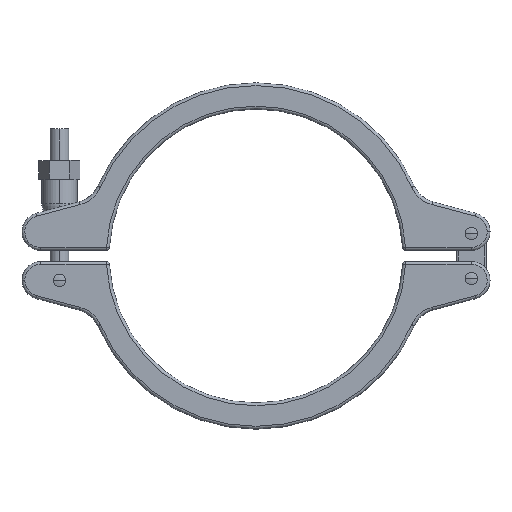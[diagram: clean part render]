
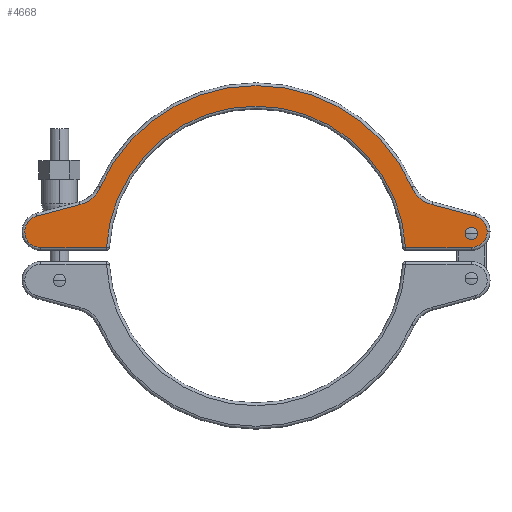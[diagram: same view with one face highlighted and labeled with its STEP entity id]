
A CAD part, top view. The second image highlights one B-rep face of the part: STEP entity #4668.
In plain terms, the highlighted planar face has unit normal (0, 0, 1).
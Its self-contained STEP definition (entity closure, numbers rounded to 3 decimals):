
#37 = DIRECTION ( 'NONE',  ( 0., 0., -1. ) ) ;
#293 = EDGE_LOOP ( 'NONE', ( #9039, #14261 ) ) ;
#306 = VERTEX_POINT ( 'NONE', #4290 ) ;
#324 = DIRECTION ( 'NONE',  ( 1., 0., 0. ) ) ;
#351 = CARTESIAN_POINT ( 'NONE',  ( 115., 12., 12. ) ) ;
#656 = ORIENTED_EDGE ( 'NONE', *, *, #11089, .T. ) ;
#735 = DIRECTION ( 'NONE',  ( 1., 0., 0. ) ) ;
#828 = DIRECTION ( 'NONE',  ( 1., 0., 0. ) ) ;
#847 = VERTEX_POINT ( 'NONE', #12011 ) ;
#914 = ORIENTED_EDGE ( 'NONE', *, *, #10280, .T. ) ;
#920 = ORIENTED_EDGE ( 'NONE', *, *, #4812, .T. ) ;
#1165 = DIRECTION ( 'NONE',  ( 1., 0., 0. ) ) ;
#1174 = DIRECTION ( 'NONE',  ( 1., 0., 0. ) ) ;
#1175 = EDGE_CURVE ( 'NONE', #2899, #11204, #4920, .T. ) ;
#1216 = CARTESIAN_POINT ( 'NONE',  ( 0., 0., 12. ) ) ;
#1433 = CARTESIAN_POINT ( 'NONE',  ( -94.108, 27.398, 12. ) ) ;
#1436 = CIRCLE ( 'NONE', #8968, 91. ) ;
#1459 = LINE ( 'NONE', #5731, #3207 ) ;
#1781 = CIRCLE ( 'NONE', #14473, 8.5 ) ;
#2117 = DIRECTION ( 'NONE',  ( 0., 0., 1. ) ) ;
#2288 = AXIS2_PLACEMENT_3D ( 'NONE', #4069, #14230, #6639 ) ;
#2631 = CARTESIAN_POINT ( 'NONE',  ( 111.7, 12., 12. ) ) ;
#2851 = CIRCLE ( 'NONE', #3798, 3.3 ) ;
#2899 = VERTEX_POINT ( 'NONE', #1433 ) ;
#2962 = DIRECTION ( 'NONE',  ( 0., 0., 1. ) ) ;
#3207 = VECTOR ( 'NONE', #1174, 1000. ) ;
#3218 = CIRCLE ( 'NONE', #2288, 8.5 ) ;
#3254 = CARTESIAN_POINT ( 'NONE',  ( -115., 4.5, 12. ) ) ;
#3277 = AXIS2_PLACEMENT_3D ( 'NONE', #1216, #37, #6877 ) ;
#3347 = CARTESIAN_POINT ( 'NONE',  ( 117.2, 21.21, 12. ) ) ;
#3477 = CIRCLE ( 'NONE', #7467, 8.5 ) ;
#3641 = DIRECTION ( 'NONE',  ( 1., 0., 0. ) ) ;
#3736 = CARTESIAN_POINT ( 'NONE',  ( 115., 4.5, 12. ) ) ;
#3747 = CARTESIAN_POINT ( 'NONE',  ( -79.873, 4.5, 12. ) ) ;
#3753 = LINE ( 'NONE', #10673, #5774 ) ;
#3798 = AXIS2_PLACEMENT_3D ( 'NONE', #351, #4776, #13835 ) ;
#3899 = EDGE_CURVE ( 'NONE', #13722, #11709, #6429, .T. ) ;
#4008 = CIRCLE ( 'NONE', #3277, 80. ) ;
#4069 = CARTESIAN_POINT ( 'NONE',  ( -115., 13., 12. ) ) ;
#4161 = EDGE_CURVE ( 'NONE', #14401, #11669, #4339, .T. ) ;
#4290 = CARTESIAN_POINT ( 'NONE',  ( 123.5, 13., 12. ) ) ;
#4333 = CARTESIAN_POINT ( 'NONE',  ( 115., 12., 12. ) ) ;
#4339 = CIRCLE ( 'NONE', #8097, 16.5 ) ;
#4372 = ORIENTED_EDGE ( 'NONE', *, *, #3899, .T. ) ;
#4668 = ADVANCED_FACE ( 'NONE', ( #13576, #6940 ), #13861, .T. ) ;
#4776 = DIRECTION ( 'NONE',  ( 0., 0., 1. ) ) ;
#4812 = EDGE_CURVE ( 'NONE', #306, #13430, #1781, .T. ) ;
#4920 = LINE ( 'NONE', #8387, #11427 ) ;
#5070 = DIRECTION ( 'NONE',  ( 1., 0., 0. ) ) ;
#5506 = EDGE_CURVE ( 'NONE', #13430, #14401, #3753, .T. ) ;
#5666 = ORIENTED_EDGE ( 'NONE', *, *, #1175, .T. ) ;
#5731 = CARTESIAN_POINT ( 'NONE',  ( 115., 4.5, 12. ) ) ;
#5774 = VECTOR ( 'NONE', #11632, 1000. ) ;
#6038 = VERTEX_POINT ( 'NONE', #11488 ) ;
#6326 = DIRECTION ( 'NONE',  ( 0., 0., 1. ) ) ;
#6394 = EDGE_CURVE ( 'NONE', #847, #14151, #1459, .T. ) ;
#6429 = LINE ( 'NONE', #10917, #8335 ) ;
#6634 = CARTESIAN_POINT ( 'NONE',  ( 83.278, 36.684, 12. ) ) ;
#6639 = DIRECTION ( 'NONE',  ( 1., 0., 0. ) ) ;
#6714 = VERTEX_POINT ( 'NONE', #12347 ) ;
#6877 = DIRECTION ( 'NONE',  ( 1., 0., 0. ) ) ;
#6940 = FACE_BOUND ( 'NONE', #293, .T. ) ;
#7207 = DIRECTION ( 'NONE',  ( 0., 0., -1. ) ) ;
#7453 = DIRECTION ( 'NONE',  ( 1., 0., 0. ) ) ;
#7455 = ORIENTED_EDGE ( 'NONE', *, *, #6394, .T. ) ;
#7467 = AXIS2_PLACEMENT_3D ( 'NONE', #11156, #2117, #10074 ) ;
#7536 = VERTEX_POINT ( 'NONE', #2631 ) ;
#7672 = EDGE_CURVE ( 'NONE', #14151, #306, #3477, .T. ) ;
#8011 = DIRECTION ( 'NONE',  ( 0., 0., 1. ) ) ;
#8037 = AXIS2_PLACEMENT_3D ( 'NONE', #4333, #8011, #1165 ) ;
#8097 = AXIS2_PLACEMENT_3D ( 'NONE', #10569, #10419, #324 ) ;
#8335 = VECTOR ( 'NONE', #828, 1000. ) ;
#8387 = CARTESIAN_POINT ( 'NONE',  ( -117.2, 21.21, 12. ) ) ;
#8420 = CARTESIAN_POINT ( 'NONE',  ( 115., 13., 12. ) ) ;
#8461 = EDGE_CURVE ( 'NONE', #11204, #13722, #3218, .T. ) ;
#8477 = AXIS2_PLACEMENT_3D ( 'NONE', #9655, #7207, #735 ) ;
#8968 = AXIS2_PLACEMENT_3D ( 'NONE', #12814, #6326, #5070 ) ;
#9039 = ORIENTED_EDGE ( 'NONE', *, *, #13665, .F. ) ;
#9242 = DIRECTION ( 'NONE',  ( 0., 0., 1. ) ) ;
#9655 = CARTESIAN_POINT ( 'NONE',  ( -98.378, 43.336, 12. ) ) ;
#10074 = DIRECTION ( 'NONE',  ( 1., 0., 0. ) ) ;
#10280 = EDGE_CURVE ( 'NONE', #11709, #847, #4008, .T. ) ;
#10305 = ORIENTED_EDGE ( 'NONE', *, *, #4161, .T. ) ;
#10396 = ORIENTED_EDGE ( 'NONE', *, *, #13761, .T. ) ;
#10410 = CARTESIAN_POINT ( 'NONE',  ( 94.108, 27.398, 12. ) ) ;
#10419 = DIRECTION ( 'NONE',  ( 0., 0., -1. ) ) ;
#10569 = CARTESIAN_POINT ( 'NONE',  ( 98.378, 43.336, 12. ) ) ;
#10673 = CARTESIAN_POINT ( 'NONE',  ( 94.108, 27.398, 12. ) ) ;
#10677 = CARTESIAN_POINT ( 'NONE',  ( -117.2, 21.21, 12. ) ) ;
#10808 = ORIENTED_EDGE ( 'NONE', *, *, #8461, .T. ) ;
#10917 = CARTESIAN_POINT ( 'NONE',  ( -78.443, 4.5, 12. ) ) ;
#10929 = ORIENTED_EDGE ( 'NONE', *, *, #7672, .T. ) ;
#11089 = EDGE_CURVE ( 'NONE', #6714, #2899, #11289, .T. ) ;
#11156 = CARTESIAN_POINT ( 'NONE',  ( 115., 13., 12. ) ) ;
#11204 = VERTEX_POINT ( 'NONE', #10677 ) ;
#11289 = CIRCLE ( 'NONE', #8477, 16.5 ) ;
#11427 = VECTOR ( 'NONE', #12881, 1000. ) ;
#11488 = CARTESIAN_POINT ( 'NONE',  ( 118.3, 12., 12. ) ) ;
#11632 = DIRECTION ( 'NONE',  ( -0.966, 0.259, 0. ) ) ;
#11661 = CARTESIAN_POINT ( 'NONE',  ( 0., 0., 12. ) ) ;
#11669 = VERTEX_POINT ( 'NONE', #6634 ) ;
#11709 = VERTEX_POINT ( 'NONE', #3747 ) ;
#12011 = CARTESIAN_POINT ( 'NONE',  ( 79.873, 4.5, 12. ) ) ;
#12271 = ORIENTED_EDGE ( 'NONE', *, *, #5506, .T. ) ;
#12347 = CARTESIAN_POINT ( 'NONE',  ( -83.278, 36.684, 12. ) ) ;
#12814 = CARTESIAN_POINT ( 'NONE',  ( 0., 0., 12. ) ) ;
#12871 = EDGE_CURVE ( 'NONE', #6038, #7536, #14393, .T. ) ;
#12881 = DIRECTION ( 'NONE',  ( -0.966, -0.259, 0. ) ) ;
#13430 = VERTEX_POINT ( 'NONE', #3347 ) ;
#13576 = FACE_OUTER_BOUND ( 'NONE', #14101, .T. ) ;
#13665 = EDGE_CURVE ( 'NONE', #7536, #6038, #2851, .T. ) ;
#13722 = VERTEX_POINT ( 'NONE', #3254 ) ;
#13761 = EDGE_CURVE ( 'NONE', #11669, #6714, #1436, .T. ) ;
#13835 = DIRECTION ( 'NONE',  ( 1., 0., 0. ) ) ;
#13861 = PLANE ( 'NONE',  #13989 ) ;
#13989 = AXIS2_PLACEMENT_3D ( 'NONE', #11661, #9242, #3641 ) ;
#14101 = EDGE_LOOP ( 'NONE', ( #4372, #914, #7455, #10929, #920, #12271, #10305, #10396, #656, #5666, #10808 ) ) ;
#14151 = VERTEX_POINT ( 'NONE', #3736 ) ;
#14230 = DIRECTION ( 'NONE',  ( 0., 0., 1. ) ) ;
#14261 = ORIENTED_EDGE ( 'NONE', *, *, #12871, .F. ) ;
#14393 = CIRCLE ( 'NONE', #8037, 3.3 ) ;
#14401 = VERTEX_POINT ( 'NONE', #10410 ) ;
#14473 = AXIS2_PLACEMENT_3D ( 'NONE', #8420, #2962, #7453 ) ;
